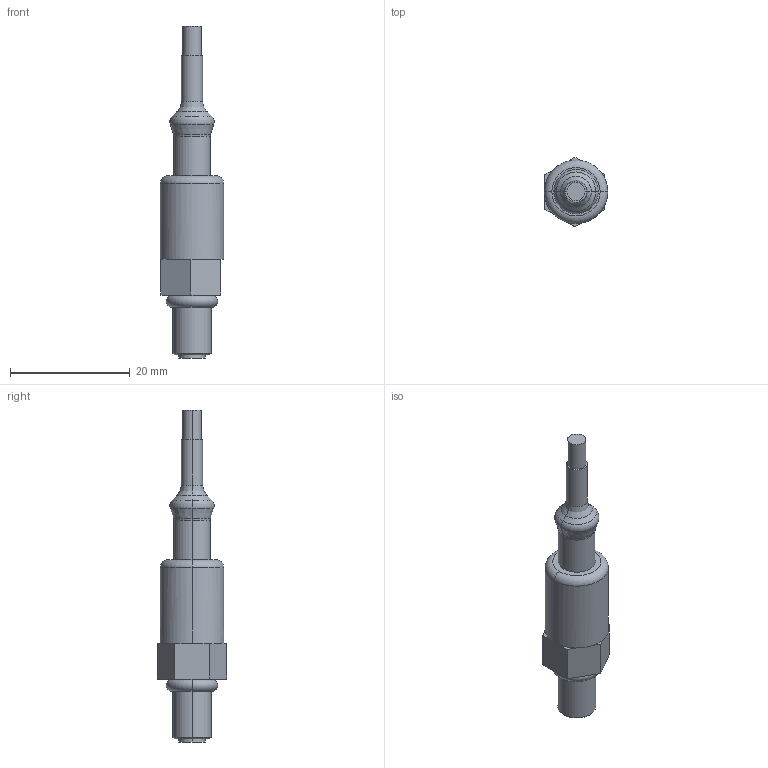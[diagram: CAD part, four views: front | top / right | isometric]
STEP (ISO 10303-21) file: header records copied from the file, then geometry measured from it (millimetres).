
FILE_DESCRIPTION((''),'2;1');
FILE_NAME('PMP941-947 (1-4 28 Thread).stp','2011-02-07T09:42:30',(''),(''),'Mechanical Desktop 2008','Mechanical Desktop 2008',', , ');
FILE_SCHEMA(('CONFIG_CONTROL_DESIGN'));
Length unit declared in the file: inch
Products named in the file (2): FI1156-C; PART3
Assembly tree (1 placements, depth 2):
  FI1156-C
    PART3
Bounding box: 10.6 x 11.55 x 55.4 mm (x, y, z)
Volume: 2436.4 mm3; surface area: 1692.3 mm2
Topology: 1 solids, 3 shells, 67 faces, 138 edges, 79 vertices
Faces by surface type: plane 27, cylinder 20, torus 8, cone 8, bspline 4
Entity records: 1983 total; most frequent: CARTESIAN_POINT 424, DIRECTION 344, ORIENTED_EDGE 272, AXIS2_PLACEMENT_3D 143, EDGE_CURVE 136, VERTEX_POINT 79, CIRCLE 78, EDGE_LOOP 73
